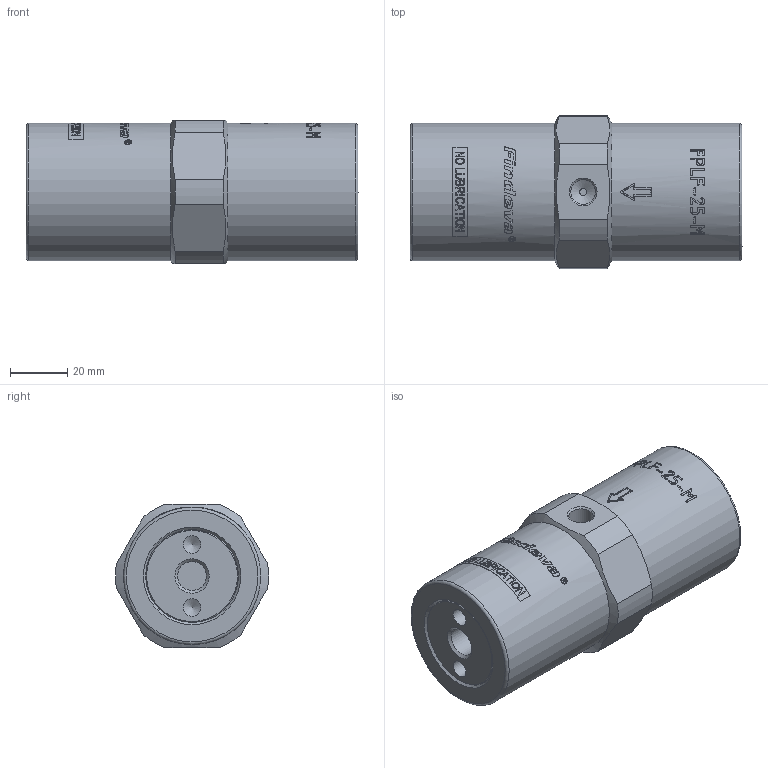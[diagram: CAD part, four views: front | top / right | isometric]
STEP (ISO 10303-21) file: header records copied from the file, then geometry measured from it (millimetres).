
FILE_DESCRIPTION((''),'2;1');
FILE_NAME('9525-20-M.stp','2012-04-02T23:24:14',('Petr'),(''),'Autodesk Inventor 2011','Autodesk Inventor 2011','');
FILE_SCHEMA(('CONFIG_CONTROL_DESIGN'));
Length unit declared in the file: millimetre
Products named in the file (1): 9525-20-M
Bounding box: 116 x 53.46 x 50 mm (x, y, z)
Volume: 210539.7 mm3; surface area: 23712.1 mm2
Topology: 1 solids, 1 shells, 482 faces, 1279 edges, 850 vertices
Faces by surface type: bspline 218, plane 185, cylinder 63, cone 14, torus 2
Full cylindrical faces by diameter (mm): 2.5 x1, 6.2 x4, 8.566 x1, 10.106 x1, 11.445 x1, 48 x2
Entity records: 54760 total; most frequent: CARTESIAN_POINT 44227, ORIENTED_EDGE 2480, DIRECTION 1347, EDGE_CURVE 1240, VERTEX_POINT 837, B_SPLINE_CURVE_WITH_KNOTS 585, EDGE_LOOP 559, FACE_OUTER_BOUND 482
